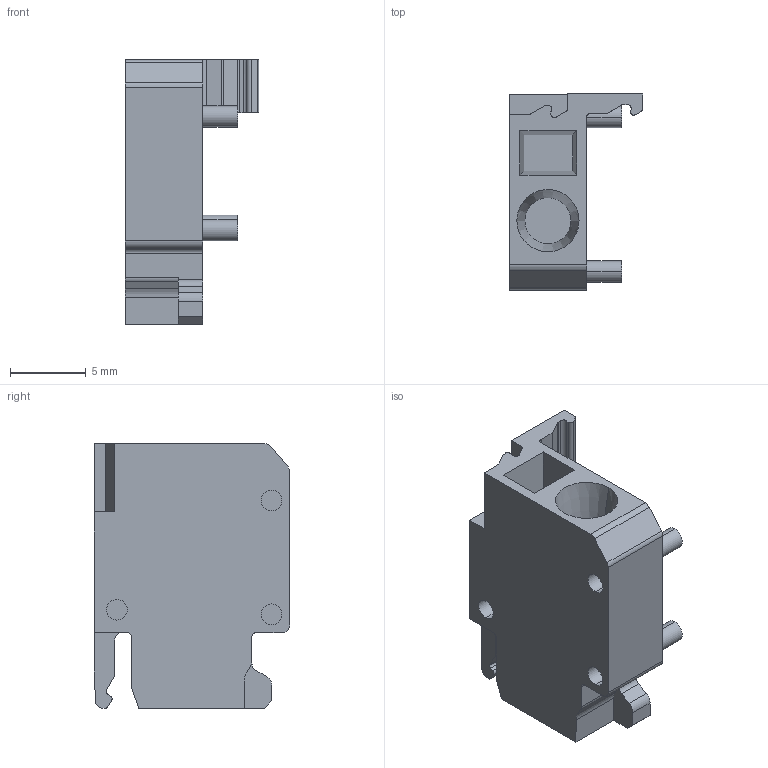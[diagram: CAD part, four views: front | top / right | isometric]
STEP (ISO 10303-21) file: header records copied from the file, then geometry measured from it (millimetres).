
FILE_DESCRIPTION(('CATIA V5R24 STEP','CAx-IF Rec.Pracs.--- Model Styling and Organization---1.2---2011-12-15'),'2;1');
FILE_NAME ('D1454672_0', '2017-03-07T06:26:58+00:00', ('Weidmueller Interface'), ('Weidmueller'), 'CATIA Version 5-6 Release 2014 SP4 HF52', 'CATIA V5 STEP AP214', 'none');
FILE_SCHEMA(('AUTOMOTIVE_DESIGN { 1 0 10303 214 1 1 1 1 }'));
Length unit declared in the file: millimetre
Products named in the file (1): v5-standard_part
Bounding box: 8.8 x 12.9 x 17.45 mm (x, y, z)
Volume: 954.4 mm3; surface area: 956.6 mm2
Topology: 1 solids, 1 shells, 105 faces, 285 edges, 190 vertices
Faces by surface type: plane 60, cylinder 43, cone 2
Entity records: 3406 total; most frequent: CARTESIAN_POINT 749, ORIENTED_EDGE 570, DIRECTION 483, EDGE_CURVE 285, VECTOR 195, LINE 195, VERTEX_POINT 190, AXIS2_PLACEMENT_3D 181
